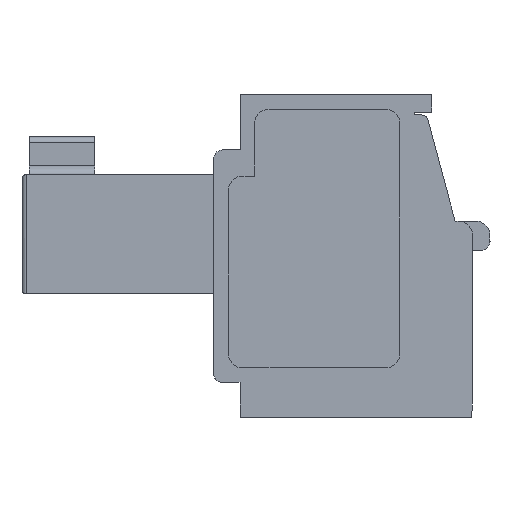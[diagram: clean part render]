
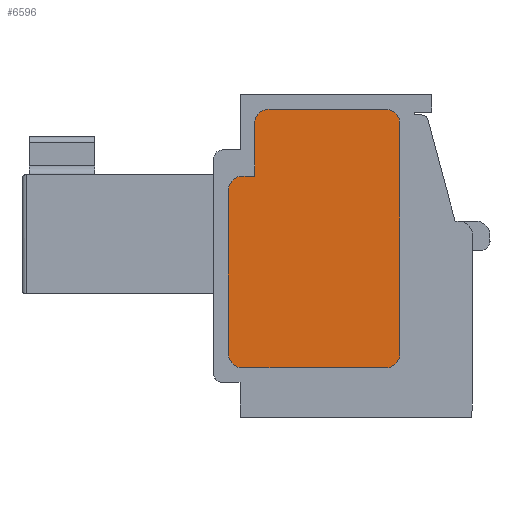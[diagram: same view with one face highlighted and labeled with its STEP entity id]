
A CAD part, left-side view. The second image highlights one B-rep face of the part: STEP entity #6596.
In plain terms, the highlighted planar face has unit normal (-1, 0, 0).
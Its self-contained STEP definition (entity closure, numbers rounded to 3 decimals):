
#6596=ADVANCED_FACE('',(#12195),#12196,.T.);
#12195=FACE_OUTER_BOUND('',#18447,.T.);
#12196=PLANE('',#18448);
#18447=EDGE_LOOP('',(#30903,#30904,#30905,#30906,#30907,#30908,#30909,#30910,#30911,#30912,#30913));
#18448=AXIS2_PLACEMENT_3D('',#30914,#30915,#30916);
#30903=ORIENTED_EDGE('',*,*,#35335,.T.);
#30904=ORIENTED_EDGE('',*,*,#35345,.T.);
#30905=ORIENTED_EDGE('',*,*,#35344,.T.);
#30906=ORIENTED_EDGE('',*,*,#35343,.T.);
#30907=ORIENTED_EDGE('',*,*,#35342,.T.);
#30908=ORIENTED_EDGE('',*,*,#35341,.T.);
#30909=ORIENTED_EDGE('',*,*,#35340,.T.);
#30910=ORIENTED_EDGE('',*,*,#35339,.T.);
#30911=ORIENTED_EDGE('',*,*,#35338,.T.);
#30912=ORIENTED_EDGE('',*,*,#35337,.T.);
#30913=ORIENTED_EDGE('',*,*,#35336,.T.);
#30914=CARTESIAN_POINT('',(0.,2.331,1.605));
#30915=DIRECTION('',(-1.0,0.,0.));
#30916=DIRECTION('',(0.,-1.0,0.));
#35335=EDGE_CURVE('',#41514,#41515,#41516,.T.);
#35336=EDGE_CURVE('',#41517,#41514,#41518,.T.);
#35337=EDGE_CURVE('',#41519,#41517,#41520,.T.);
#35338=EDGE_CURVE('',#41521,#41519,#41522,.T.);
#35339=EDGE_CURVE('',#41523,#41521,#41524,.T.);
#35340=EDGE_CURVE('',#41525,#41523,#41526,.T.);
#35341=EDGE_CURVE('',#41527,#41525,#41528,.T.);
#35342=EDGE_CURVE('',#41529,#41527,#41530,.T.);
#35343=EDGE_CURVE('',#41531,#41529,#41532,.T.);
#35344=EDGE_CURVE('',#41533,#41531,#41534,.T.);
#35345=EDGE_CURVE('',#41515,#41533,#41535,.T.);
#41514=VERTEX_POINT('',#54436);
#41515=VERTEX_POINT('',#54437);
#41516=CIRCLE('',#54438,0.5);
#41517=VERTEX_POINT('',#54439);
#41518=LINE('',#54440,#54441);
#41519=VERTEX_POINT('',#54442);
#41520=CIRCLE('',#54443,0.5);
#41521=VERTEX_POINT('',#54444);
#41522=LINE('',#54445,#54446);
#41523=VERTEX_POINT('',#54447);
#41524=CIRCLE('',#54448,0.5);
#41525=VERTEX_POINT('',#54449);
#41526=LINE('',#54450,#54451);
#41527=VERTEX_POINT('',#54452);
#41528=LINE('',#54453,#54454);
#41529=VERTEX_POINT('',#54455);
#41530=CIRCLE('',#54456,0.5);
#41531=VERTEX_POINT('',#54457);
#41532=LINE('',#54458,#54459);
#41533=VERTEX_POINT('',#54460);
#41534=CIRCLE('',#54461,0.5);
#41535=LINE('',#54462,#54463);
#54436=CARTESIAN_POINT('',(0.,2.97,1.7));
#54437=CARTESIAN_POINT('',(0.,2.47,2.2));
#54438=AXIS2_PLACEMENT_3D('',#59102,#59103,#59104);
#54439=CARTESIAN_POINT('',(0.,7.87,1.7));
#54440=CARTESIAN_POINT('',(0.,-34.184,1.7));
#54441=VECTOR('',#59105,1.0);
#54442=CARTESIAN_POINT('',(0.,8.37,2.2));
#54443=AXIS2_PLACEMENT_3D('',#59106,#59107,#59108);
#54444=CARTESIAN_POINT('',(0.,8.37,7.8));
#54445=CARTESIAN_POINT('',(0.,8.37,-65.844));
#54446=VECTOR('',#59109,1.0);
#54447=CARTESIAN_POINT('',(0.,7.87,8.3));
#54448=AXIS2_PLACEMENT_3D('',#59110,#59111,#59112);
#54449=CARTESIAN_POINT('',(0.,7.47,8.3));
#54450=CARTESIAN_POINT('',(0.,-34.184,8.3));
#54451=VECTOR('',#59113,1.0);
#54452=CARTESIAN_POINT('',(0.,7.47,10.1));
#54453=CARTESIAN_POINT('',(0.,7.47,-65.844));
#54454=VECTOR('',#59114,1.0);
#54455=CARTESIAN_POINT('',(0.,6.97,10.6));
#54456=AXIS2_PLACEMENT_3D('',#59115,#59116,#59117);
#54457=CARTESIAN_POINT('',(0.,2.97,10.6));
#54458=CARTESIAN_POINT('',(0.,-34.184,10.6));
#54459=VECTOR('',#59118,1.0);
#54460=CARTESIAN_POINT('',(0.,2.47,10.1));
#54461=AXIS2_PLACEMENT_3D('',#59119,#59120,#59121);
#54462=CARTESIAN_POINT('',(0.,2.47,-65.844));
#54463=VECTOR('',#59122,1.0);
#59102=CARTESIAN_POINT('',(0.,2.97,2.2));
#59103=DIRECTION('',(-1.0,0.,0.));
#59104=DIRECTION('',(0.,-1.0,0.));
#59105=DIRECTION('',(0.,-1.0,0.));
#59106=CARTESIAN_POINT('',(0.,7.87,2.2));
#59107=DIRECTION('',(-1.0,0.,0.));
#59108=DIRECTION('',(0.,-1.0,0.));
#59109=DIRECTION('',(0.,0.,-1.0));
#59110=CARTESIAN_POINT('',(0.,7.87,7.8));
#59111=DIRECTION('',(-1.0,0.,0.));
#59112=DIRECTION('',(0.,-1.0,0.));
#59113=DIRECTION('',(0.,1.0,0.));
#59114=DIRECTION('',(0.,0.,-1.0));
#59115=CARTESIAN_POINT('',(0.,6.97,10.1));
#59116=DIRECTION('',(-1.0,0.,0.));
#59117=DIRECTION('',(0.,-1.0,0.));
#59118=DIRECTION('',(0.,1.0,0.));
#59119=CARTESIAN_POINT('',(0.,2.97,10.1));
#59120=DIRECTION('',(-1.0,0.,0.));
#59121=DIRECTION('',(0.,-1.0,0.));
#59122=DIRECTION('',(0.,0.,1.0));
